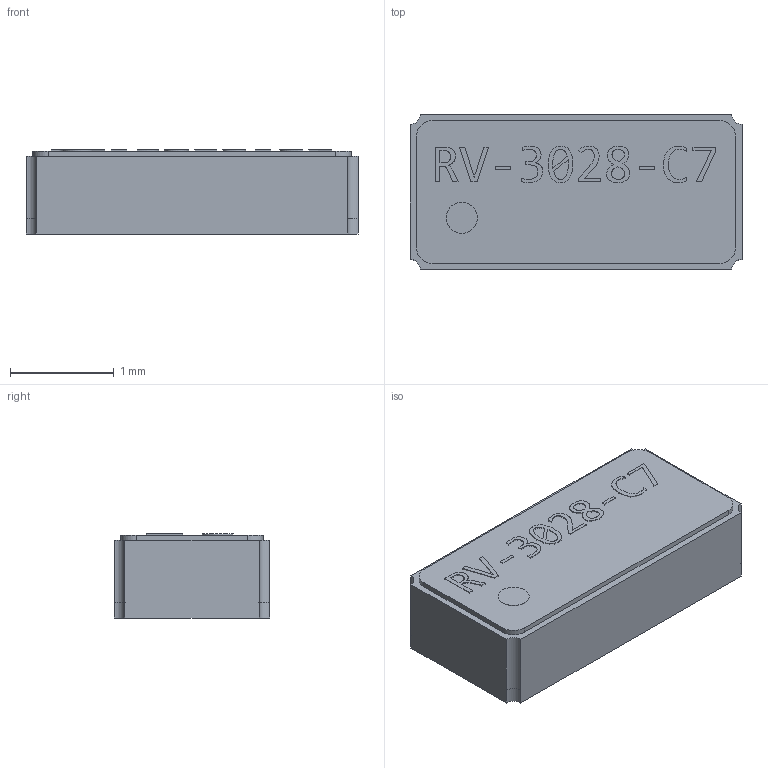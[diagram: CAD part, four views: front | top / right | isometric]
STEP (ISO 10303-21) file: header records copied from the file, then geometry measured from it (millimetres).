
FILE_DESCRIPTION(('FreeCAD Model'),'2;1');
FILE_NAME('RV-3028-C7.step','2020-12-26T13:02:10',('Author') ,(''),'Open CASCADE STEP processor 7.4','FreeCAD','Unknown');
FILE_SCHEMA(('AUTOMOTIVE_DESIGN { 1 0 10303 214 1 1 1 1 }'));
Length unit declared in the file: millimetre
Products named in the file (12): RV-3028-C7; Body; Gold_Cover; Pins; Ext_pin_1; Ext_pins_org; Ext_pins_clone; Ext_pins_clone_2; Inner_pin_org; Inner_pin_clone_180deg; Inner_pin_clone_0_9mm; Inner_pin_clone_0_95mm
Assembly tree (11 placements, depth 3):
  RV-3028-C7
    Body
    Gold_Cover
    Pins
      Ext_pin_1
      Ext_pins_org
      Ext_pins_clone
      Ext_pins_clone_2
      Inner_pin_org
      Inner_pin_clone_180deg
      Inner_pin_clone_0_9mm
      Inner_pin_clone_0_95mm
Bounding box: 3.2 x 1.5 x 0.81 mm (x, y, z)
Volume: 3.8 mm3; surface area: 33 mm2
Topology: 10 solids, 10 shells, 383 faces, 1021 edges, 678 vertices
Faces by surface type: plane 185, extrusion 185, cylinder 13
Full cylindrical faces by diameter (mm): 0.3 x1
Entity records: 12340 total; most frequent: CARTESIAN_POINT 3204, ORIENTED_EDGE 2042, DIRECTION 1282, EDGE_CURVE 1021, VECTOR 810, VERTEX_POINT 678, LINE 625, B_SPLINE_CURVE_WITH_KNOTS 555
